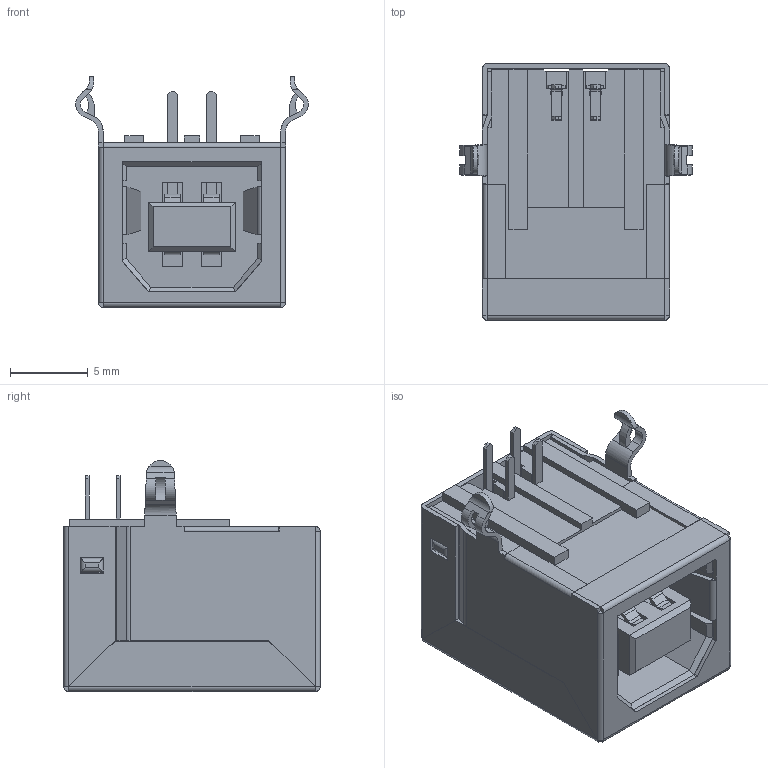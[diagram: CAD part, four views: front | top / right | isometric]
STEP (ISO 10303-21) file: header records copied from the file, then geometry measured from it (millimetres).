
FILE_DESCRIPTION(/* description */ ('Unknown'),/* implementation_level */ '2;1');
FILE_NAME(/* name */ '61400416121',/* time_stamp */ '2022-01-12T11:51:14+01:00',/* author */ ('Unknown'),/* organization */ ('Unknown'),/* preprocessor_version */ 'ST-DEVELOPER v16.7',/* originating_system */ 'Solid Edge',/* authorisation */ 'Unknown');
FILE_SCHEMA (('AUTOMOTIVE_DESIGN {1 0 10303 214 3 1 1}'));
Length unit declared in the file: millimetre
Products named in the file (5): 61400416121; 61400416121_Insulator; 61400416121_Shielding; 61400416121_Pin_2; 61400416121_Pin
Assembly tree (6 placements, depth 2):
  61400416121
    61400416121_Insulator
    61400416121_Shielding
    61400416121_Pin_2  x2
    61400416121_Pin  x2
Bounding box: 14.96 x 16.5 x 14.87 mm (x, y, z)
Volume: 1313.2 mm3; surface area: 3628.2 mm2
Topology: 6 solids, 6 shells, 569 faces, 1534 edges, 968 vertices
Faces by surface type: plane 443, cylinder 124, sphere 2
Entity records: 15575 total; most frequent: CARTESIAN_POINT 2624, ORIENTED_EDGE 2592, DIRECTION 2476, EDGE_CURVE 1296, LINE 1076, VECTOR 1076, VERTEX_POINT 816, AXIS2_PLACEMENT_3D 700
